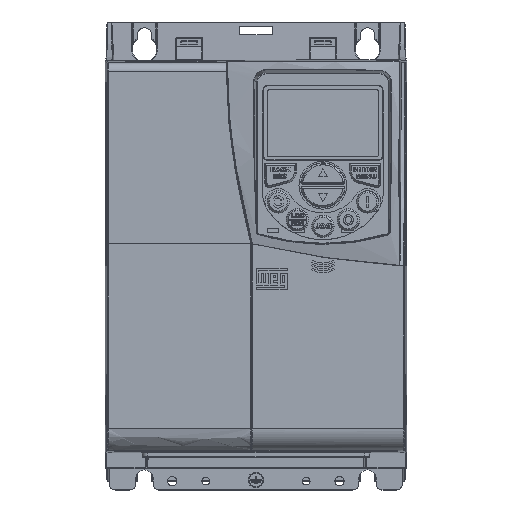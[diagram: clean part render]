
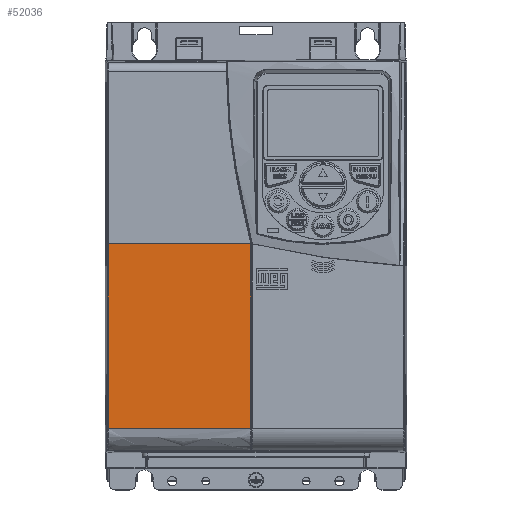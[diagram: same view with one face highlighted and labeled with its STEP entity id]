
A CAD part, top view. The second image highlights one B-rep face of the part: STEP entity #52036.
In plain terms, the highlighted planar face has unit normal (0, 0, 1).
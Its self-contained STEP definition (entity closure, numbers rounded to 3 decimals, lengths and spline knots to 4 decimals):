
#2211 = DIRECTION ( 'NONE',  ( 0., 0., -1. ) ) ;
#4294 = DIRECTION ( 'NONE',  ( -1., 0., 0. ) ) ;
#9452 = ORIENTED_EDGE ( 'NONE', *, *, #64111, .F. ) ;
#11422 = LINE ( 'NONE', #95929, #114220 ) ;
#12086 = VERTEX_POINT ( 'NONE', #65445 ) ;
#13151 = ORIENTED_EDGE ( 'NONE', *, *, #36501, .F. ) ;
#22160 = CARTESIAN_POINT ( 'NONE',  ( -0.0788, 0.228, 2.3589 ) ) ;
#26536 = CARTESIAN_POINT ( 'NONE',  ( -0.0904, 0.228, 2.3589 ) ) ;
#34495 = EDGE_CURVE ( 'NONE', #83534, #12086, #71989, .T. ) ;
#36501 = EDGE_CURVE ( 'NONE', #96883, #94973, #63758, .T. ) ;
#37243 = ORIENTED_EDGE ( 'NONE', *, *, #34495, .F. ) ;
#44172 = VECTOR ( 'NONE', #134646, 39.3701 ) ;
#48130 = AXIS2_PLACEMENT_3D ( 'NONE', #69794, #2211, #4294 ) ;
#49706 = VECTOR ( 'NONE', #72760, 39.3701 ) ;
#52036 = ADVANCED_FACE ( 'NONE', ( #98698 ), #133826, .F. ) ;
#55114 = DIRECTION ( 'NONE',  ( 0., -1., 0. ) ) ;
#56962 = ORIENTED_EDGE ( 'NONE', *, *, #135980, .F. ) ;
#60740 = CARTESIAN_POINT ( 'NONE',  ( -0.0788, -3.0315, 2.3589 ) ) ;
#63758 = LINE ( 'NONE', #22160, #92025 ) ;
#64111 = EDGE_CURVE ( 'NONE', #94973, #83534, #11422, .T. ) ;
#65445 = CARTESIAN_POINT ( 'NONE',  ( -2.6046, -3.0315, 2.3589 ) ) ;
#69794 = CARTESIAN_POINT ( 'NONE',  ( -0.0788, 0.2312, 2.3589 ) ) ;
#71989 = LINE ( 'NONE', #60740, #44172 ) ;
#72760 = DIRECTION ( 'NONE',  ( 0., 1., 0. ) ) ;
#75022 = DIRECTION ( 'NONE',  ( 1., 0., 0. ) ) ;
#83285 = CARTESIAN_POINT ( 'NONE',  ( -2.6046, 0.2312, 2.3589 ) ) ;
#83534 = VERTEX_POINT ( 'NONE', #113807 ) ;
#92025 = VECTOR ( 'NONE', #75022, 39.3701 ) ;
#93841 = LINE ( 'NONE', #83285, #49706 ) ;
#94973 = VERTEX_POINT ( 'NONE', #26536 ) ;
#95929 = CARTESIAN_POINT ( 'NONE',  ( -0.0904, 0.2312, 2.3589 ) ) ;
#96883 = VERTEX_POINT ( 'NONE', #106217 ) ;
#98698 = FACE_OUTER_BOUND ( 'NONE', #137052, .T. ) ;
#106217 = CARTESIAN_POINT ( 'NONE',  ( -2.6046, 0.228, 2.3589 ) ) ;
#113807 = CARTESIAN_POINT ( 'NONE',  ( -0.0904, -3.0315, 2.3589 ) ) ;
#114220 = VECTOR ( 'NONE', #55114, 39.3701 ) ;
#133826 = PLANE ( 'NONE',  #48130 ) ;
#134646 = DIRECTION ( 'NONE',  ( -1., 0., 0. ) ) ;
#135980 = EDGE_CURVE ( 'NONE', #12086, #96883, #93841, .T. ) ;
#137052 = EDGE_LOOP ( 'NONE', ( #13151, #56962, #37243, #9452 ) ) ;
